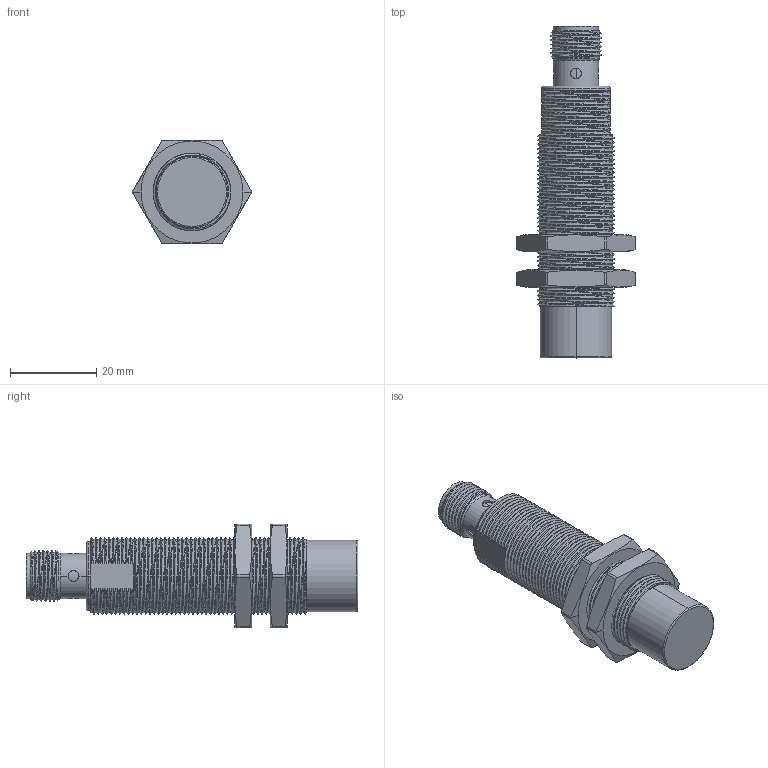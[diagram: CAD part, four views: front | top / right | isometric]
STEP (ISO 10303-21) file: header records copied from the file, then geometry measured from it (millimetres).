
FILE_DESCRIPTION(/* description */ (''),/* implementation_level */ '2;1');
FILE_NAME(/* name */ 'ELCO_Ni12-ZG18-CP6L-Q12.stp',/* time_stamp */ '2025-12-18T09:29:46+08:00',/* author */ (''),/* organization */ (''),/* preprocessor_version */ 'ST-DEVELOPER v16',/* originating_system */ 'SIEMENS PLM Software NX 10.0',/* authorisation */ '');
FILE_SCHEMA (('AUTOMOTIVE_DESIGN { 1 0 10303 214 3 1 1 1 }'));
Length unit declared in the file: millimetre
Products named in the file (1): Admi0CD878D6fxfm
Bounding box: 27.56 x 77 x 24 mm (x, y, z)
Volume: 17446.6 mm3; surface area: 8872.9 mm2
Topology: 3 solids, 4 shells, 325 faces, 865 edges, 558 vertices
Faces by surface type: cylinder 170, bspline 84, plane 37, cone 26, torus 8
Full cylindrical faces by diameter (mm): 10.5 x1
Entity records: 31215 total; most frequent: CARTESIAN_POINT 24114, ORIENTED_EDGE 1726, DIRECTION 971, EDGE_CURVE 863, VERTEX_POINT 557, B_SPLINE_CURVE_WITH_KNOTS 501, AXIS2_PLACEMENT_3D 367, EDGE_LOOP 342
